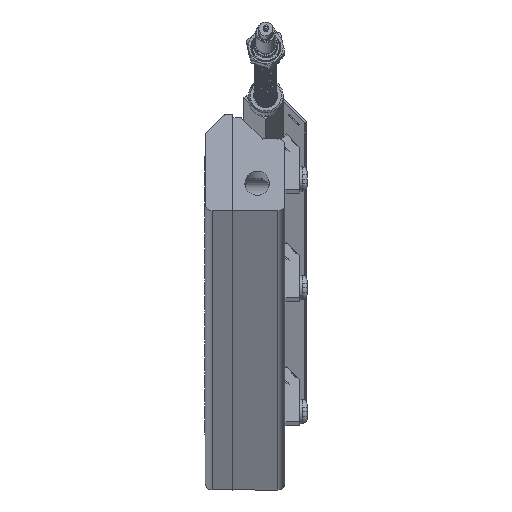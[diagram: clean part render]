
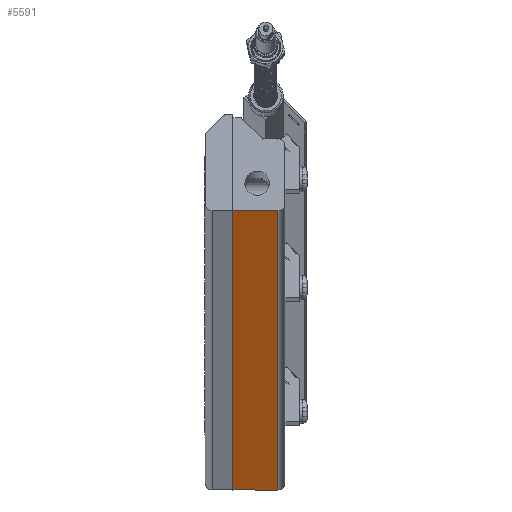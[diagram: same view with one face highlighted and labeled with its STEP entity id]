
A CAD part, top view. The second image highlights one B-rep face of the part: STEP entity #5591.
In plain terms, the highlighted face is planar.
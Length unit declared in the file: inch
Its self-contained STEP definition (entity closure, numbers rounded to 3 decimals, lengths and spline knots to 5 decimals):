
#482=LINE('',#9028,#744);
#484=LINE('',#9032,#746);
#485=LINE('',#9034,#747);
#486=LINE('',#9035,#748);
#744=VECTOR('',#7168,0.3937);
#746=VECTOR('',#7172,0.3937);
#747=VECTOR('',#7173,0.3937);
#748=VECTOR('',#7174,0.3937);
#1098=PLANE('',#6212);
#1752=FACE_OUTER_BOUND('',#2209,.T.);
#2209=EDGE_LOOP('',(#4423,#4424,#4425,#4426));
#3155=VERTEX_POINT('',#9025);
#3156=VERTEX_POINT('',#9027);
#3157=VERTEX_POINT('',#9031);
#3158=VERTEX_POINT('',#9033);
#3680=EDGE_CURVE('',#3156,#3155,#482,.T.);
#3682=EDGE_CURVE('',#3155,#3157,#484,.T.);
#3683=EDGE_CURVE('',#3158,#3157,#485,.T.);
#3684=EDGE_CURVE('',#3158,#3156,#486,.T.);
#4423=ORIENTED_EDGE('',*,*,#3682,.T.);
#4424=ORIENTED_EDGE('',*,*,#3683,.F.);
#4425=ORIENTED_EDGE('',*,*,#3684,.T.);
#4426=ORIENTED_EDGE('',*,*,#3680,.T.);
#5591=ADVANCED_FACE('',(#1752),#1098,.T.);
#6212=AXIS2_PLACEMENT_3D('',#9030,#7170,#7171);
#7168=DIRECTION('',(0.,0.,1.));
#7170=DIRECTION('center_axis',(0.,1.,0.));
#7171=DIRECTION('ref_axis',(0.,0.,1.));
#7172=DIRECTION('',(1.,0.,0.));
#7173=DIRECTION('',(0.,0.,1.));
#7174=DIRECTION('',(-1.,0.,0.));
#9025=CARTESIAN_POINT('',(-0.03125,1.3125,36.));
#9027=CARTESIAN_POINT('',(-0.03125,1.3125,0.));
#9028=CARTESIAN_POINT('',(-0.03125,1.3125,0.));
#9030=CARTESIAN_POINT('Origin',(-0.03125,1.3125,0.));
#9031=CARTESIAN_POINT('',(0.78125,1.3125,36.));
#9032=CARTESIAN_POINT('',(0.78125,1.3125,36.));
#9033=CARTESIAN_POINT('',(0.78125,1.3125,0.));
#9034=CARTESIAN_POINT('',(0.78125,1.3125,0.));
#9035=CARTESIAN_POINT('',(0.78125,1.3125,0.));
